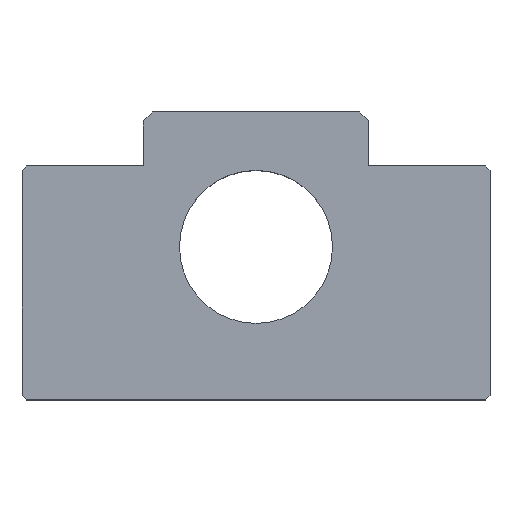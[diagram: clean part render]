
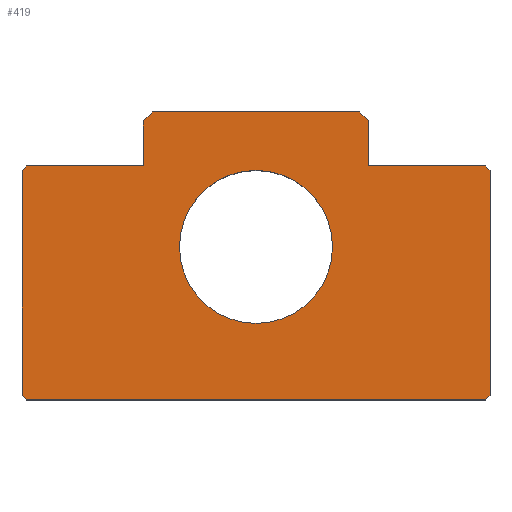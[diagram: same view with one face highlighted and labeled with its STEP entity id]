
A CAD part, top view. The second image highlights one B-rep face of the part: STEP entity #419.
In plain terms, the highlighted planar face has unit normal (0, 0, 1).
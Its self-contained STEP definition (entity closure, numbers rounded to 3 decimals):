
#6 = VECTOR ( 'NONE', #260, 1000. ) ;
#7 = LINE ( 'NONE', #678, #75 ) ;
#13 = VERTEX_POINT ( 'NONE', #481 ) ;
#16 = VECTOR ( 'NONE', #544, 1000. ) ;
#34 = VECTOR ( 'NONE', #664, 1000. ) ;
#35 = CARTESIAN_POINT ( 'NONE',  ( 0., 0., 0. ) ) ;
#45 = ORIENTED_EDGE ( 'NONE', *, *, #458, .F. ) ;
#47 = LINE ( 'NONE', #723, #232 ) ;
#50 = DIRECTION ( 'NONE',  ( 0., 1., 0. ) ) ;
#65 = CIRCLE ( 'NONE', #79, 8.5 ) ;
#68 = LINE ( 'NONE', #742, #34 ) ;
#73 = CARTESIAN_POINT ( 'NONE',  ( -12.5, 9., 0. ) ) ;
#75 = VECTOR ( 'NONE', #600, 1000. ) ;
#79 = AXIS2_PLACEMENT_3D ( 'NONE', #35, #475, #406 ) ;
#93 = VERTEX_POINT ( 'NONE', #351 ) ;
#96 = VECTOR ( 'NONE', #627, 1000. ) ;
#99 = ORIENTED_EDGE ( 'NONE', *, *, #700, .F. ) ;
#114 = ORIENTED_EDGE ( 'NONE', *, *, #527, .F. ) ;
#115 = EDGE_CURVE ( 'NONE', #292, #450, #380, .T. ) ;
#117 = EDGE_CURVE ( 'NONE', #507, #398, #399, .T. ) ;
#121 = EDGE_CURVE ( 'NONE', #144, #638, #7, .T. ) ;
#138 = CARTESIAN_POINT ( 'NONE',  ( -12.5, 14., 0. ) ) ;
#141 = CARTESIAN_POINT ( 'NONE',  ( -25.5, -17., 0. ) ) ;
#143 = ORIENTED_EDGE ( 'NONE', *, *, #341, .T. ) ;
#144 = VERTEX_POINT ( 'NONE', #435 ) ;
#156 = VECTOR ( 'NONE', #421, 1000. ) ;
#161 = VERTEX_POINT ( 'NONE', #369 ) ;
#162 = LINE ( 'NONE', #73, #376 ) ;
#177 = EDGE_LOOP ( 'NONE', ( #114, #469, #233, #271, #557, #143, #441, #681, #698, #99, #743, #731, #643, #45 ) ) ;
#178 = VECTOR ( 'NONE', #373, 1000. ) ;
#189 = EDGE_CURVE ( 'NONE', #503, #398, #47, .T. ) ;
#193 = DIRECTION ( 'NONE',  ( 0., -1., 0. ) ) ;
#194 = EDGE_CURVE ( 'NONE', #13, #552, #564, .T. ) ;
#195 = VERTEX_POINT ( 'NONE', #354 ) ;
#227 = CARTESIAN_POINT ( 'NONE',  ( -26., 8.5, 0. ) ) ;
#232 = VECTOR ( 'NONE', #641, 1000. ) ;
#233 = ORIENTED_EDGE ( 'NONE', *, *, #115, .F. ) ;
#244 = LINE ( 'NONE', #375, #245 ) ;
#245 = VECTOR ( 'NONE', #303, 1000. ) ;
#246 = VECTOR ( 'NONE', #193, 1000. ) ;
#249 = EDGE_CURVE ( 'NONE', #450, #161, #68, .T. ) ;
#253 = EDGE_CURVE ( 'NONE', #503, #488, #508, .T. ) ;
#257 = EDGE_CURVE ( 'NONE', #535, #638, #302, .T. ) ;
#260 = DIRECTION ( 'NONE',  ( 1., 0., 0. ) ) ;
#271 = ORIENTED_EDGE ( 'NONE', *, *, #439, .F. ) ;
#277 = CARTESIAN_POINT ( 'NONE',  ( 12.5, 9., 0. ) ) ;
#292 = VERTEX_POINT ( 'NONE', #536 ) ;
#302 = LINE ( 'NONE', #710, #96 ) ;
#303 = DIRECTION ( 'NONE',  ( -0.707, -0.707, 0. ) ) ;
#318 = FACE_BOUND ( 'NONE', #420, .T. ) ;
#332 = CARTESIAN_POINT ( 'NONE',  ( 25.5, 9., 0. ) ) ;
#338 = ORIENTED_EDGE ( 'NONE', *, *, #504, .T. ) ;
#340 = CARTESIAN_POINT ( 'NONE',  ( 12.5, 9., 0. ) ) ;
#341 = EDGE_CURVE ( 'NONE', #13, #488, #574, .T. ) ;
#345 = VECTOR ( 'NONE', #578, 1000. ) ;
#349 = LINE ( 'NONE', #277, #246 ) ;
#351 = CARTESIAN_POINT ( 'NONE',  ( -12.5, 9., 0. ) ) ;
#354 = CARTESIAN_POINT ( 'NONE',  ( -12.5, 14., 0. ) ) ;
#369 = CARTESIAN_POINT ( 'NONE',  ( -25.5, 9., 0. ) ) ;
#373 = DIRECTION ( 'NONE',  ( 0., -1., 0. ) ) ;
#375 = CARTESIAN_POINT ( 'NONE',  ( -11.5, 15., 0. ) ) ;
#376 = VECTOR ( 'NONE', #744, 1000. ) ;
#379 = VECTOR ( 'NONE', #50, 1000. ) ;
#380 = LINE ( 'NONE', #619, #16 ) ;
#398 = VERTEX_POINT ( 'NONE', #464 ) ;
#399 = LINE ( 'NONE', #332, #6 ) ;
#406 = DIRECTION ( 'NONE',  ( -1., 0., 0. ) ) ;
#419 = ADVANCED_FACE ( 'NONE', ( #612, #318 ), #673, .T. ) ;
#420 = EDGE_LOOP ( 'NONE', ( #338 ) ) ;
#421 = DIRECTION ( 'NONE',  ( -1., 0., 0. ) ) ;
#431 = DIRECTION ( 'NONE',  ( 0.707, 0.707, 0. ) ) ;
#433 = CARTESIAN_POINT ( 'NONE',  ( -8.5, 0., 0. ) ) ;
#435 = CARTESIAN_POINT ( 'NONE',  ( -11.5, 15., 0. ) ) ;
#439 = EDGE_CURVE ( 'NONE', #552, #292, #734, .T. ) ;
#440 = CARTESIAN_POINT ( 'NONE',  ( 26., -16.5, 0. ) ) ;
#441 = ORIENTED_EDGE ( 'NONE', *, *, #253, .F. ) ;
#442 = CARTESIAN_POINT ( 'NONE',  ( 12.5, 14., 0. ) ) ;
#448 = DIRECTION ( 'NONE',  ( 1., 0., 0. ) ) ;
#450 = VERTEX_POINT ( 'NONE', #227 ) ;
#458 = EDGE_CURVE ( 'NONE', #93, #195, #501, .T. ) ;
#464 = CARTESIAN_POINT ( 'NONE',  ( 25.5, 9., 0. ) ) ;
#469 = ORIENTED_EDGE ( 'NONE', *, *, #249, .F. ) ;
#475 = DIRECTION ( 'NONE',  ( 0., 0., -1. ) ) ;
#478 = AXIS2_PLACEMENT_3D ( 'NONE', #594, #520, #448 ) ;
#481 = CARTESIAN_POINT ( 'NONE',  ( 25.5, -17., 0. ) ) ;
#488 = VERTEX_POINT ( 'NONE', #707 ) ;
#489 = CARTESIAN_POINT ( 'NONE',  ( -25.5, -17., 0. ) ) ;
#498 = CARTESIAN_POINT ( 'NONE',  ( 25.5, -17., 0. ) ) ;
#501 = LINE ( 'NONE', #138, #379 ) ;
#502 = VERTEX_POINT ( 'NONE', #433 ) ;
#503 = VERTEX_POINT ( 'NONE', #550 ) ;
#504 = EDGE_CURVE ( 'NONE', #502, #502, #65, .T. ) ;
#507 = VERTEX_POINT ( 'NONE', #340 ) ;
#508 = LINE ( 'NONE', #440, #178 ) ;
#520 = DIRECTION ( 'NONE',  ( 0., 0., 1. ) ) ;
#527 = EDGE_CURVE ( 'NONE', #161, #93, #162, .T. ) ;
#535 = VERTEX_POINT ( 'NONE', #442 ) ;
#536 = CARTESIAN_POINT ( 'NONE',  ( -26., -16.5, 0. ) ) ;
#544 = DIRECTION ( 'NONE',  ( 0., 1., 0. ) ) ;
#547 = EDGE_CURVE ( 'NONE', #144, #195, #244, .T. ) ;
#550 = CARTESIAN_POINT ( 'NONE',  ( 26., 8.5, 0. ) ) ;
#552 = VERTEX_POINT ( 'NONE', #141 ) ;
#557 = ORIENTED_EDGE ( 'NONE', *, *, #194, .F. ) ;
#564 = LINE ( 'NONE', #489, #156 ) ;
#574 = LINE ( 'NONE', #498, #668 ) ;
#578 = DIRECTION ( 'NONE',  ( -0.707, 0.707, 0. ) ) ;
#594 = CARTESIAN_POINT ( 'NONE',  ( 0., 0., 0. ) ) ;
#600 = DIRECTION ( 'NONE',  ( 1., 0., 0. ) ) ;
#612 = FACE_OUTER_BOUND ( 'NONE', #177, .T. ) ;
#619 = CARTESIAN_POINT ( 'NONE',  ( -26., 8.5, 0. ) ) ;
#627 = DIRECTION ( 'NONE',  ( -0.707, 0.707, 0. ) ) ;
#638 = VERTEX_POINT ( 'NONE', #651 ) ;
#641 = DIRECTION ( 'NONE',  ( -0.707, 0.707, 0. ) ) ;
#643 = ORIENTED_EDGE ( 'NONE', *, *, #547, .T. ) ;
#651 = CARTESIAN_POINT ( 'NONE',  ( 11.5, 15., 0. ) ) ;
#655 = CARTESIAN_POINT ( 'NONE',  ( -26., -16.5, 0. ) ) ;
#664 = DIRECTION ( 'NONE',  ( 0.707, 0.707, 0. ) ) ;
#668 = VECTOR ( 'NONE', #431, 1000. ) ;
#673 = PLANE ( 'NONE',  #478 ) ;
#678 = CARTESIAN_POINT ( 'NONE',  ( 11.5, 15., 0. ) ) ;
#681 = ORIENTED_EDGE ( 'NONE', *, *, #189, .T. ) ;
#698 = ORIENTED_EDGE ( 'NONE', *, *, #117, .F. ) ;
#700 = EDGE_CURVE ( 'NONE', #535, #507, #349, .T. ) ;
#707 = CARTESIAN_POINT ( 'NONE',  ( 26., -16.5, 0. ) ) ;
#710 = CARTESIAN_POINT ( 'NONE',  ( 12.5, 14., 0. ) ) ;
#723 = CARTESIAN_POINT ( 'NONE',  ( 26., 8.5, 0. ) ) ;
#731 = ORIENTED_EDGE ( 'NONE', *, *, #121, .F. ) ;
#734 = LINE ( 'NONE', #655, #345 ) ;
#742 = CARTESIAN_POINT ( 'NONE',  ( -25.5, 9., 0. ) ) ;
#743 = ORIENTED_EDGE ( 'NONE', *, *, #257, .T. ) ;
#744 = DIRECTION ( 'NONE',  ( 1., 0., 0. ) ) ;
